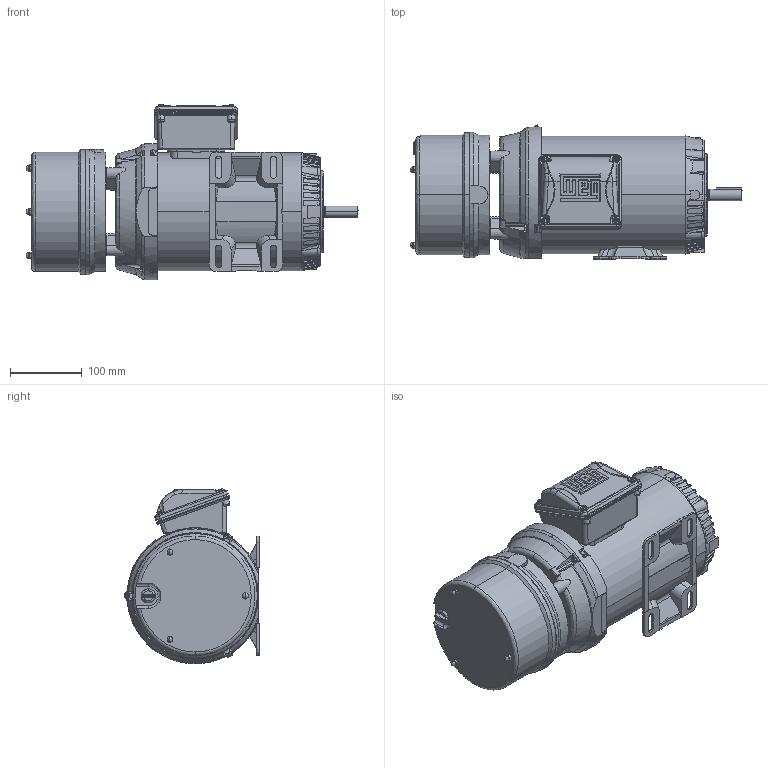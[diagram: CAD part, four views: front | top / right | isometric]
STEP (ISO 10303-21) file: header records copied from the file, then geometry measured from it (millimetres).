
FILE_DESCRIPTION (( 'STEP AP214' ), '1' );
FILE_NAME ('56C_3PH_TEFC_BM_17976 coord fxt.STEP', '2022-10-10T13:37:45', ( '' ), ( '' ), 'SwSTEP 2.0', 'SolidWorks 2021', '' );
FILE_SCHEMA (( 'AUTOMOTIVE_DESIGN' ));
Length unit declared in the file: inch
Products named in the file (1): 56C_3PH_TEFC_BM_17976 coord fxt
Bounding box: 461.5 x 186.35 x 243.79 mm (x, y, z)
Volume: 9085739.8 mm3; surface area: 537400.4 mm2
Topology: 16 solids, 32 shells, 1525 faces, 3995 edges, 2545 vertices
Faces by surface type: plane 598, cylinder 406, bspline 319, cone 202
Entity records: 59277 total; most frequent: CARTESIAN_POINT 25505, ORIENTED_EDGE 7928, DIRECTION 5812, EDGE_CURVE 3964, VERTEX_POINT 2545, AXIS2_PLACEMENT_3D 2101, VECTOR 1610, LINE 1610
